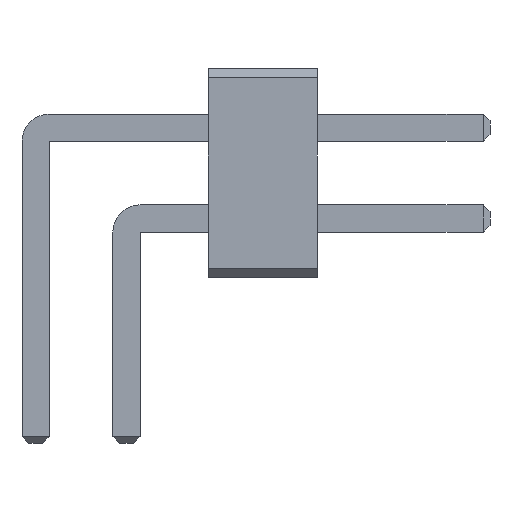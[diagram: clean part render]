
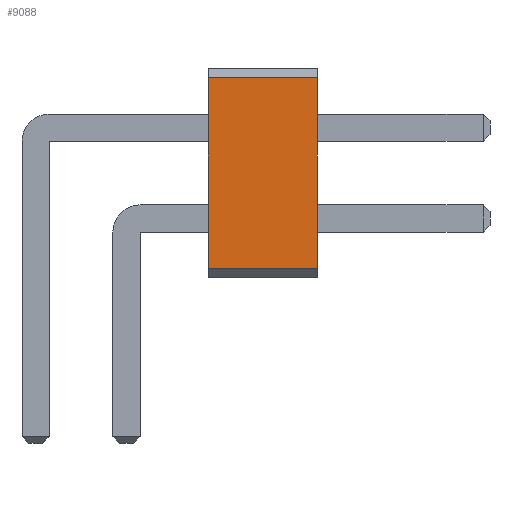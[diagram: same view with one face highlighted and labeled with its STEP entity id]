
A CAD part, front view. The second image highlights one B-rep face of the part: STEP entity #9088.
In plain terms, the highlighted planar face has unit normal (0, -1, 0).
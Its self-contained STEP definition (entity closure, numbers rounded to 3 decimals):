
#766 = VERTEX_POINT('',#767);
#767 = CARTESIAN_POINT('',(1.9,-26.5,2.2));
#773 = EDGE_CURVE('',#774,#766,#776,.T.);
#774 = VERTEX_POINT('',#775);
#775 = CARTESIAN_POINT('',(1.9,-26.5,0.1));
#776 = LINE('',#777,#778);
#777 = CARTESIAN_POINT('',(1.9,-26.5,0.1));
#778 = VECTOR('',#779,1.);
#779 = DIRECTION('',(0.,0.,1.));
#3899 = VERTEX_POINT('',#3900);
#3900 = CARTESIAN_POINT('',(3.1,-26.5,2.2));
#3906 = EDGE_CURVE('',#3907,#3899,#3909,.T.);
#3907 = VERTEX_POINT('',#3908);
#3908 = CARTESIAN_POINT('',(3.1,-26.5,0.1));
#3909 = LINE('',#3910,#3911);
#3910 = CARTESIAN_POINT('',(3.1,-26.5,0.1));
#3911 = VECTOR('',#3912,1.);
#3912 = DIRECTION('',(0.,0.,1.));
#9060 = EDGE_CURVE('',#774,#3907,#9061,.T.);
#9061 = LINE('',#9062,#9063);
#9062 = CARTESIAN_POINT('',(1.9,-26.5,0.1));
#9063 = VECTOR('',#9064,1.);
#9064 = DIRECTION('',(1.,0.,0.));
#9088 = ADVANCED_FACE('',(#9089),#9100,.T.);
#9089 = FACE_BOUND('',#9090,.T.);
#9090 = EDGE_LOOP('',(#9091,#9092,#9093,#9099));
#9091 = ORIENTED_EDGE('',*,*,#9060,.T.);
#9092 = ORIENTED_EDGE('',*,*,#3906,.T.);
#9093 = ORIENTED_EDGE('',*,*,#9094,.F.);
#9094 = EDGE_CURVE('',#766,#3899,#9095,.T.);
#9095 = LINE('',#9096,#9097);
#9096 = CARTESIAN_POINT('',(1.9,-26.5,2.2));
#9097 = VECTOR('',#9098,1.);
#9098 = DIRECTION('',(1.,0.,0.));
#9099 = ORIENTED_EDGE('',*,*,#773,.F.);
#9100 = PLANE('',#9101);
#9101 = AXIS2_PLACEMENT_3D('',#9102,#9103,#9104);
#9102 = CARTESIAN_POINT('',(1.9,-26.5,0.1));
#9103 = DIRECTION('',(0.,-1.,0.));
#9104 = DIRECTION('',(0.,0.,1.));
